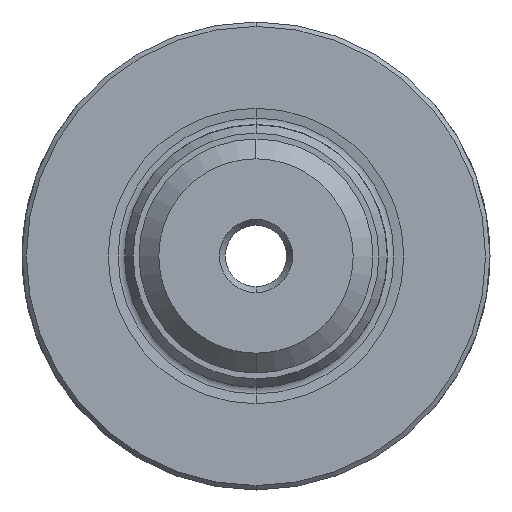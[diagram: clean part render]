
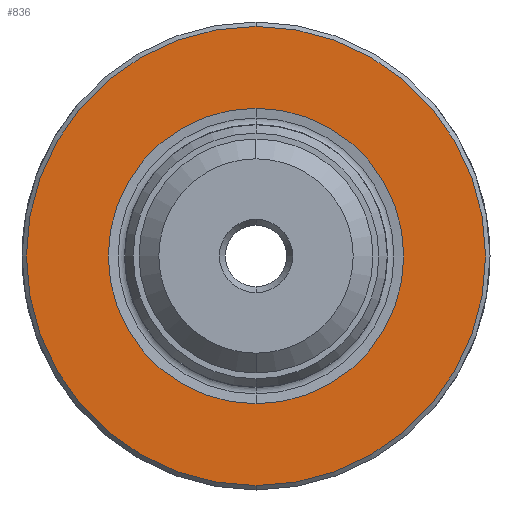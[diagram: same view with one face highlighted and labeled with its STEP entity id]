
A CAD part, left-side view. The second image highlights one B-rep face of the part: STEP entity #836.
In plain terms, the highlighted planar face has unit normal (-1, 0, 0).
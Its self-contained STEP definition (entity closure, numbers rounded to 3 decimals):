
#19 = DIRECTION ( 'NONE',  ( 0., 0., 1. ) ) ;
#96 = CIRCLE ( 'NONE', #254, 15.7 ) ;
#110 = DIRECTION ( 'NONE',  ( 1., 0., 0. ) ) ;
#184 = ORIENTED_EDGE ( 'NONE', *, *, #1897, .T. ) ;
#196 = DIRECTION ( 'NONE',  ( 1., 0., 0. ) ) ;
#213 = ORIENTED_EDGE ( 'NONE', *, *, #627, .F. ) ;
#240 = ORIENTED_EDGE ( 'NONE', *, *, #886, .T. ) ;
#254 = AXIS2_PLACEMENT_3D ( 'NONE', #464, #1074, #1668 ) ;
#277 = VERTEX_POINT ( 'NONE', #1407 ) ;
#298 = EDGE_LOOP ( 'NONE', ( #213, #1242 ) ) ;
#335 = CARTESIAN_POINT ( 'NONE',  ( 0., 10.103, 0. ) ) ;
#358 = EDGE_CURVE ( 'NONE', #1078, #277, #1061, .T. ) ;
#464 = CARTESIAN_POINT ( 'NONE',  ( 0., 0., 0. ) ) ;
#467 = AXIS2_PLACEMENT_3D ( 'NONE', #335, #1855, #19 ) ;
#512 = EDGE_LOOP ( 'NONE', ( #184, #240 ) ) ;
#519 = DIRECTION ( 'NONE',  ( 0., 0., -1. ) ) ;
#559 = DIRECTION ( 'NONE',  ( 0., 0., -1. ) ) ;
#627 = EDGE_CURVE ( 'NONE', #277, #1078, #96, .T. ) ;
#637 = CIRCLE ( 'NONE', #1495, 10.103 ) ;
#740 = AXIS2_PLACEMENT_3D ( 'NONE', #1034, #110, #559 ) ;
#836 = ADVANCED_FACE ( 'NONE', ( #1394, #1953 ), #1551, .T. ) ;
#886 = EDGE_CURVE ( 'NONE', #988, #1059, #637, .T. ) ;
#894 = AXIS2_PLACEMENT_3D ( 'NONE', #1564, #196, #519 ) ;
#957 = DIRECTION ( 'NONE',  ( 0., 0., -1. ) ) ;
#967 = DIRECTION ( 'NONE',  ( 1., 0., 0. ) ) ;
#988 = VERTEX_POINT ( 'NONE', #1145 ) ;
#1034 = CARTESIAN_POINT ( 'NONE',  ( 0., 0., 0. ) ) ;
#1059 = VERTEX_POINT ( 'NONE', #1745 ) ;
#1061 = CIRCLE ( 'NONE', #740, 15.7 ) ;
#1074 = DIRECTION ( 'NONE',  ( 1., 0., 0. ) ) ;
#1078 = VERTEX_POINT ( 'NONE', #1894 ) ;
#1145 = CARTESIAN_POINT ( 'NONE',  ( 0., 0., -10.103 ) ) ;
#1242 = ORIENTED_EDGE ( 'NONE', *, *, #358, .F. ) ;
#1394 = FACE_BOUND ( 'NONE', #512, .T. ) ;
#1407 = CARTESIAN_POINT ( 'NONE',  ( 0., 0., -15.7 ) ) ;
#1495 = AXIS2_PLACEMENT_3D ( 'NONE', #1678, #967, #957 ) ;
#1551 = PLANE ( 'NONE',  #467 ) ;
#1564 = CARTESIAN_POINT ( 'NONE',  ( 0., 0., 0. ) ) ;
#1668 = DIRECTION ( 'NONE',  ( 0., 0., -1. ) ) ;
#1678 = CARTESIAN_POINT ( 'NONE',  ( 0., 0., 0. ) ) ;
#1745 = CARTESIAN_POINT ( 'NONE',  ( 0., 0., 10.103 ) ) ;
#1801 = CIRCLE ( 'NONE', #894, 10.103 ) ;
#1855 = DIRECTION ( 'NONE',  ( -1., 0., 0. ) ) ;
#1894 = CARTESIAN_POINT ( 'NONE',  ( 0., 0., 15.7 ) ) ;
#1897 = EDGE_CURVE ( 'NONE', #1059, #988, #1801, .T. ) ;
#1953 = FACE_OUTER_BOUND ( 'NONE', #298, .T. ) ;
